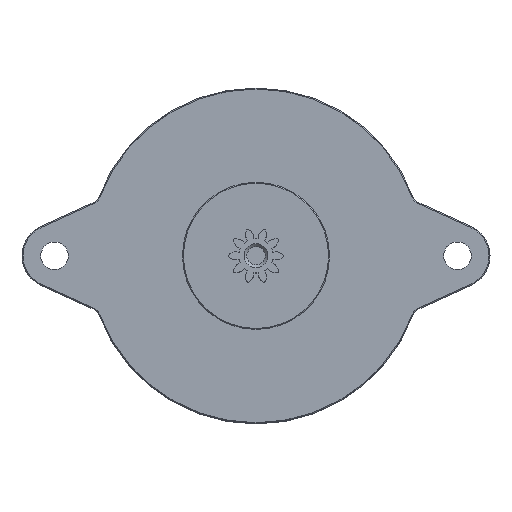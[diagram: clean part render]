
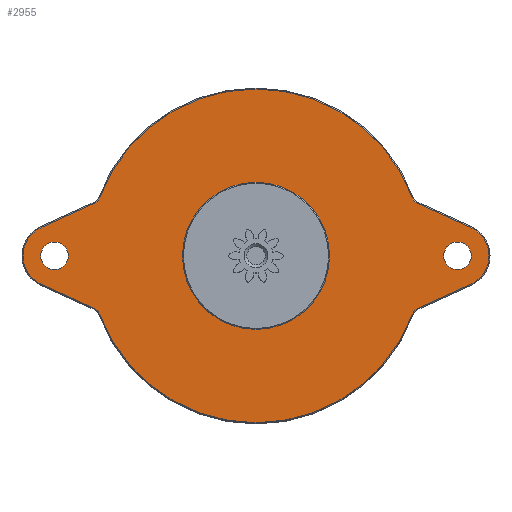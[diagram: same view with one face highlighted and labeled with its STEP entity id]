
A CAD part, top view. The second image highlights one B-rep face of the part: STEP entity #2955.
In plain terms, the highlighted planar face has unit normal (0, 0, 1).
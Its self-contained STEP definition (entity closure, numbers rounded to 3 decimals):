
#39=FACE_BOUND('',#597,.T.);
#40=FACE_BOUND('',#598,.T.);
#41=FACE_BOUND('',#599,.T.);
#54=PLANE('',#3263);
#428=FACE_OUTER_BOUND('',#596,.T.);
#596=EDGE_LOOP('',(#2385,#2386,#2387,#2388,#2389,#2390,#2391,#2392,#2393,
#2394,#2395,#2396));
#597=EDGE_LOOP('',(#2397));
#598=EDGE_LOOP('',(#2398));
#599=EDGE_LOOP('',(#2399));
#774=LINE('',#4687,#982);
#775=LINE('',#4689,#983);
#776=LINE('',#4694,#984);
#777=LINE('',#4697,#985);
#982=VECTOR('',#3894,1000.);
#983=VECTOR('',#3895,1000.);
#984=VECTOR('',#3900,1000.);
#985=VECTOR('',#3903,1000.);
#1098=CIRCLE('',#3050,1.5);
#1100=CIRCLE('',#3053,1.5);
#1199=CIRCLE('',#3207,8.);
#1200=CIRCLE('',#3209,3.4);
#1216=CIRCLE('',#3239,18.15);
#1224=CIRCLE('',#3253,18.15);
#1227=CIRCLE('',#3261,1.1);
#1228=CIRCLE('',#3264,1.1);
#1229=CIRCLE('',#3265,1.1);
#1230=CIRCLE('',#3266,1.1);
#1231=CIRCLE('',#3267,3.4);
#1272=VERTEX_POINT('',#4213);
#1274=VERTEX_POINT('',#4219);
#1383=VERTEX_POINT('',#4558);
#1384=VERTEX_POINT('',#4562);
#1385=VERTEX_POINT('',#4563);
#1405=VERTEX_POINT('',#4627);
#1406=VERTEX_POINT('',#4629);
#1415=VERTEX_POINT('',#4659);
#1416=VERTEX_POINT('',#4661);
#1419=VERTEX_POINT('',#4677);
#1421=VERTEX_POINT('',#4685);
#1422=VERTEX_POINT('',#4688);
#1423=VERTEX_POINT('',#4691);
#1424=VERTEX_POINT('',#4693);
#1425=VERTEX_POINT('',#4695);
#1545=EDGE_CURVE('',#1272,#1272,#1098,.T.);
#1548=EDGE_CURVE('',#1274,#1274,#1100,.T.);
#1711=EDGE_CURVE('',#1383,#1383,#1199,.T.);
#1712=EDGE_CURVE('',#1384,#1385,#1200,.T.);
#1743=EDGE_CURVE('',#1405,#1406,#1216,.T.);
#1759=EDGE_CURVE('',#1415,#1416,#1224,.T.);
#1767=EDGE_CURVE('',#1419,#1406,#1227,.T.);
#1771=EDGE_CURVE('',#1421,#1405,#1228,.T.);
#1772=EDGE_CURVE('',#1385,#1421,#774,.T.);
#1773=EDGE_CURVE('',#1422,#1384,#775,.T.);
#1774=EDGE_CURVE('',#1416,#1422,#1229,.T.);
#1775=EDGE_CURVE('',#1423,#1415,#1230,.T.);
#1776=EDGE_CURVE('',#1424,#1423,#776,.T.);
#1777=EDGE_CURVE('',#1425,#1424,#1231,.T.);
#1778=EDGE_CURVE('',#1419,#1425,#777,.T.);
#2385=ORIENTED_EDGE('',*,*,#1767,.T.);
#2386=ORIENTED_EDGE('',*,*,#1743,.F.);
#2387=ORIENTED_EDGE('',*,*,#1771,.F.);
#2388=ORIENTED_EDGE('',*,*,#1772,.F.);
#2389=ORIENTED_EDGE('',*,*,#1712,.F.);
#2390=ORIENTED_EDGE('',*,*,#1773,.F.);
#2391=ORIENTED_EDGE('',*,*,#1774,.F.);
#2392=ORIENTED_EDGE('',*,*,#1759,.F.);
#2393=ORIENTED_EDGE('',*,*,#1775,.F.);
#2394=ORIENTED_EDGE('',*,*,#1776,.F.);
#2395=ORIENTED_EDGE('',*,*,#1777,.F.);
#2396=ORIENTED_EDGE('',*,*,#1778,.F.);
#2397=ORIENTED_EDGE('',*,*,#1545,.F.);
#2398=ORIENTED_EDGE('',*,*,#1548,.F.);
#2399=ORIENTED_EDGE('',*,*,#1711,.F.);
#2955=ADVANCED_FACE('',(#428,#39,#40,#41),#54,.F.);
#3050=AXIS2_PLACEMENT_3D('',#4215,#3372,#3373);
#3053=AXIS2_PLACEMENT_3D('',#4221,#3379,#3380);
#3207=AXIS2_PLACEMENT_3D('',#4560,#3747,#3748);
#3209=AXIS2_PLACEMENT_3D('',#4564,#3751,#3752);
#3239=AXIS2_PLACEMENT_3D('',#4630,#3826,#3827);
#3253=AXIS2_PLACEMENT_3D('',#4662,#3862,#3863);
#3261=AXIS2_PLACEMENT_3D('',#4678,#3883,#3884);
#3263=AXIS2_PLACEMENT_3D('',#4684,#3890,#3891);
#3264=AXIS2_PLACEMENT_3D('',#4686,#3892,#3893);
#3265=AXIS2_PLACEMENT_3D('',#4690,#3896,#3897);
#3266=AXIS2_PLACEMENT_3D('',#4692,#3898,#3899);
#3267=AXIS2_PLACEMENT_3D('',#4696,#3901,#3902);
#3372=DIRECTION('center_axis',(0.,0.,1.));
#3373=DIRECTION('ref_axis',(1.,0.,0.));
#3379=DIRECTION('center_axis',(0.,0.,1.));
#3380=DIRECTION('ref_axis',(1.,0.,0.));
#3747=DIRECTION('center_axis',(0.,0.,1.));
#3748=DIRECTION('ref_axis',(1.,0.,0.));
#3751=DIRECTION('center_axis',(0.,0.,-1.));
#3752=DIRECTION('ref_axis',(-1.,0.,0.));
#3826=DIRECTION('center_axis',(0.,0.,-1.));
#3827=DIRECTION('ref_axis',(-1.,0.,0.));
#3862=DIRECTION('center_axis',(0.,0.,-1.));
#3863=DIRECTION('ref_axis',(-1.,0.,0.));
#3883=DIRECTION('center_axis',(0.,0.,-1.));
#3884=DIRECTION('ref_axis',(1.,0.,0.));
#3890=DIRECTION('center_axis',(0.,0.,-1.));
#3891=DIRECTION('ref_axis',(-1.,0.,0.));
#3892=DIRECTION('center_axis',(0.,0.,1.));
#3893=DIRECTION('ref_axis',(1.,0.,0.));
#3894=DIRECTION('',(0.91,0.415,0.));
#3895=DIRECTION('',(-0.91,0.415,0.));
#3896=DIRECTION('center_axis',(0.,0.,
1.));
#3897=DIRECTION('ref_axis',(0.,-1.,0.));
#3898=DIRECTION('center_axis',(0.,0.,1.));
#3899=DIRECTION('ref_axis',(1.,0.,0.));
#3900=DIRECTION('',(-0.91,-0.415,0.));
#3901=DIRECTION('center_axis',(0.,0.,-1.));
#3902=DIRECTION('ref_axis',(-1.,0.,0.));
#3903=DIRECTION('',(0.91,-0.415,0.));
#4213=CARTESIAN_POINT('',(-23.42,25.5,-6.));
#4215=CARTESIAN_POINT('Origin',(-21.92,25.5,-6.));
#4219=CARTESIAN_POINT('',(20.42,25.5,-6.));
#4221=CARTESIAN_POINT('Origin',(21.92,25.5,-6.));
#4558=CARTESIAN_POINT('',(-8.,25.5,-6.));
#4560=CARTESIAN_POINT('Origin',(0.,25.5,-6.));
#4562=CARTESIAN_POINT('',(-23.362,22.407,-6.));
#4563=CARTESIAN_POINT('',(-23.362,28.593,-6.));
#4564=CARTESIAN_POINT('Origin',(-21.95,25.5,-6.));
#4627=CARTESIAN_POINT('',(-17.003,31.85,-6.));
#4629=CARTESIAN_POINT('',(17.003,31.85,-6.));
#4630=CARTESIAN_POINT('Origin',(0.,25.5,-6.));
#4659=CARTESIAN_POINT('',(17.003,19.15,-6.));
#4661=CARTESIAN_POINT('',(-17.003,19.15,-6.));
#4662=CARTESIAN_POINT('Origin',(0.,25.5,-6.));
#4677=CARTESIAN_POINT('',(17.577,31.234,-6.));
#4678=CARTESIAN_POINT('Origin',(18.033,32.235,-6.));
#4684=CARTESIAN_POINT('Origin',(0.,25.5,-6.));
#4685=CARTESIAN_POINT('',(-17.577,31.234,-6.));
#4686=CARTESIAN_POINT('Origin',(-18.033,32.235,-6.));
#4687=CARTESIAN_POINT('',(-23.362,28.593,-6.));
#4688=CARTESIAN_POINT('',(-17.577,19.766,-6.));
#4689=CARTESIAN_POINT('',(-17.577,19.766,-6.));
#4690=CARTESIAN_POINT('Origin',(-18.033,18.765,-6.));
#4691=CARTESIAN_POINT('',(17.577,19.766,-6.));
#4692=CARTESIAN_POINT('Origin',(18.033,18.765,-6.));
#4693=CARTESIAN_POINT('',(23.362,22.407,-6.));
#4694=CARTESIAN_POINT('',(23.362,22.407,-6.));
#4695=CARTESIAN_POINT('',(23.362,28.593,-6.));
#4696=CARTESIAN_POINT('Origin',(21.95,25.5,-6.));
#4697=CARTESIAN_POINT('',(17.577,31.234,-6.));
